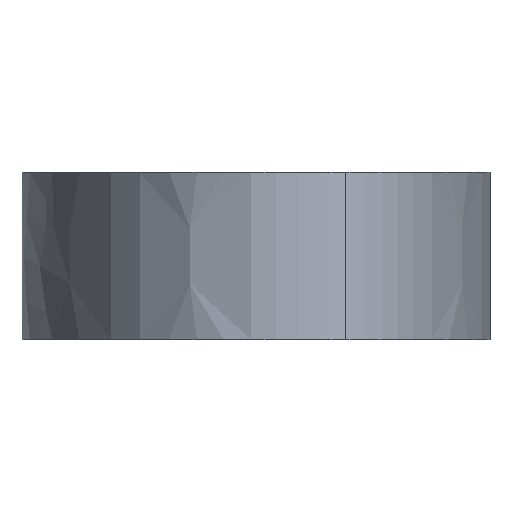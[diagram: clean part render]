
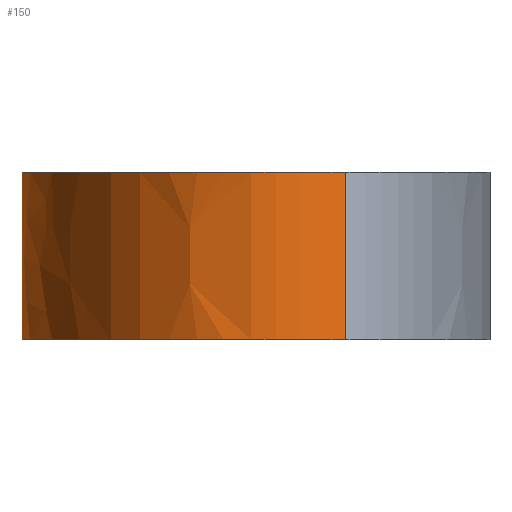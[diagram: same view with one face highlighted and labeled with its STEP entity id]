
A CAD part, front view. The second image highlights one B-rep face of the part: STEP entity #150.
In plain terms, the highlighted face is a extrusion surface.
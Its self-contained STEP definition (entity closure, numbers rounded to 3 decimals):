
#21 = EDGE_CURVE('',#22,#24,#26,.T.);
#22 = VERTEX_POINT('',#23);
#23 = CARTESIAN_POINT('',(98.261,-42.925,0.));
#24 = VERTEX_POINT('',#25);
#25 = CARTESIAN_POINT('',(98.261,-42.925,2.));
#26 = SURFACE_CURVE('',#27,(#31,#46),.PCURVE_S1.);
#27 = LINE('',#28,#29);
#28 = CARTESIAN_POINT('',(98.261,-42.925,0.));
#29 = VECTOR('',#30,1.);
#30 = DIRECTION('',(0.,0.,1.));
#31 = PCURVE('',#32,#40);
#32 = SURFACE_OF_LINEAR_EXTRUSION('',#33,#38);
#33 = B_SPLINE_CURVE_WITH_KNOTS('',3,(#34,#35,#36,#37),.UNSPECIFIED.,.F.
  ,.F.,(4,4),(0.,1.),.PIECEWISE_BEZIER_KNOTS.);
#34 = CARTESIAN_POINT('',(98.261,-42.925,0.));
#35 = CARTESIAN_POINT('',(100.146,-41.916,0.));
#36 = CARTESIAN_POINT('',(100.633,-36.045,0.));
#37 = CARTESIAN_POINT('',(98.978,-34.283,0.));
#38 = VECTOR('',#39,1.);
#39 = DIRECTION('',(-0.,-0.,-1.));
#40 = DEFINITIONAL_REPRESENTATION('',(#41),#45);
#41 = LINE('',#42,#43);
#42 = CARTESIAN_POINT('',(0.,0.));
#43 = VECTOR('',#44,1.);
#44 = DIRECTION('',(0.,-1.));
#45 = ( GEOMETRIC_REPRESENTATION_CONTEXT(2) 
PARAMETRIC_REPRESENTATION_CONTEXT() REPRESENTATION_CONTEXT('2D SPACE',''
  ) );
#46 = PCURVE('',#47,#55);
#47 = SURFACE_OF_LINEAR_EXTRUSION('',#48,#53);
#48 = B_SPLINE_CURVE_WITH_KNOTS('',3,(#49,#50,#51,#52),.UNSPECIFIED.,.F.
  ,.F.,(4,4),(0.,1.),.PIECEWISE_BEZIER_KNOTS.);
#49 = CARTESIAN_POINT('',(94.388,-38.599,0.));
#50 = CARTESIAN_POINT('',(94.388,-41.801,0.));
#51 = CARTESIAN_POINT('',(96.323,-43.962,0.));
#52 = CARTESIAN_POINT('',(98.261,-42.925,0.));
#53 = VECTOR('',#54,1.);
#54 = DIRECTION('',(-0.,-0.,-1.));
#55 = DEFINITIONAL_REPRESENTATION('',(#56),#60);
#56 = LINE('',#57,#58);
#57 = CARTESIAN_POINT('',(1.,0.));
#58 = VECTOR('',#59,1.);
#59 = DIRECTION('',(0.,-1.));
#60 = ( GEOMETRIC_REPRESENTATION_CONTEXT(2) 
PARAMETRIC_REPRESENTATION_CONTEXT() REPRESENTATION_CONTEXT('2D SPACE',''
  ) );
#79 = PLANE('',#80);
#80 = AXIS2_PLACEMENT_3D('',#81,#82,#83);
#81 = CARTESIAN_POINT('',(98.261,-42.925,2.));
#82 = DIRECTION('',(0.,0.,-1.));
#83 = DIRECTION('',(-1.,0.,0.));
#108 = SURFACE_OF_LINEAR_EXTRUSION('',#109,#114);
#109 = B_SPLINE_CURVE_WITH_KNOTS('',3,(#110,#111,#112,#113),
  .UNSPECIFIED.,.F.,.F.,(4,4),(0.,1.),.PIECEWISE_BEZIER_KNOTS.);
#110 = CARTESIAN_POINT('',(98.978,-34.283,0.));
#111 = CARTESIAN_POINT('',(96.868,-32.037,0.));
#112 = CARTESIAN_POINT('',(94.388,-34.369,0.));
#113 = CARTESIAN_POINT('',(94.388,-38.599,0.));
#114 = VECTOR('',#115,1.);
#115 = DIRECTION('',(-0.,-0.,-1.));
#138 = PLANE('',#139);
#139 = AXIS2_PLACEMENT_3D('',#140,#141,#142);
#140 = CARTESIAN_POINT('',(98.261,-42.925,0.));
#141 = DIRECTION('',(0.,0.,-1.));
#142 = DIRECTION('',(-1.,0.,0.));
#150 = ADVANCED_FACE('',(#151),#47,.F.);
#151 = FACE_BOUND('',#152,.F.);
#152 = EDGE_LOOP('',(#153,#178,#201,#202));
#153 = ORIENTED_EDGE('',*,*,#154,.T.);
#154 = EDGE_CURVE('',#155,#157,#159,.T.);
#155 = VERTEX_POINT('',#156);
#156 = CARTESIAN_POINT('',(94.388,-38.599,0.));
#157 = VERTEX_POINT('',#158);
#158 = CARTESIAN_POINT('',(94.388,-38.599,2.));
#159 = SURFACE_CURVE('',#160,(#164,#171),.PCURVE_S1.);
#160 = LINE('',#161,#162);
#161 = CARTESIAN_POINT('',(94.388,-38.599,0.));
#162 = VECTOR('',#163,1.);
#163 = DIRECTION('',(0.,0.,1.));
#164 = PCURVE('',#47,#165);
#165 = DEFINITIONAL_REPRESENTATION('',(#166),#170);
#166 = LINE('',#167,#168);
#167 = CARTESIAN_POINT('',(0.,0.));
#168 = VECTOR('',#169,1.);
#169 = DIRECTION('',(0.,-1.));
#170 = ( GEOMETRIC_REPRESENTATION_CONTEXT(2) 
PARAMETRIC_REPRESENTATION_CONTEXT() REPRESENTATION_CONTEXT('2D SPACE',''
  ) );
#171 = PCURVE('',#108,#172);
#172 = DEFINITIONAL_REPRESENTATION('',(#173),#177);
#173 = LINE('',#174,#175);
#174 = CARTESIAN_POINT('',(1.,0.));
#175 = VECTOR('',#176,1.);
#176 = DIRECTION('',(0.,-1.));
#177 = ( GEOMETRIC_REPRESENTATION_CONTEXT(2) 
PARAMETRIC_REPRESENTATION_CONTEXT() REPRESENTATION_CONTEXT('2D SPACE',''
  ) );
#178 = ORIENTED_EDGE('',*,*,#179,.T.);
#179 = EDGE_CURVE('',#157,#24,#180,.T.);
#180 = SURFACE_CURVE('',#181,(#186,#193),.PCURVE_S1.);
#181 = B_SPLINE_CURVE_WITH_KNOTS('',3,(#182,#183,#184,#185),
  .UNSPECIFIED.,.F.,.F.,(4,4),(0.,1.),.PIECEWISE_BEZIER_KNOTS.);
#182 = CARTESIAN_POINT('',(94.388,-38.599,2.));
#183 = CARTESIAN_POINT('',(94.388,-41.801,2.));
#184 = CARTESIAN_POINT('',(96.323,-43.962,2.));
#185 = CARTESIAN_POINT('',(98.261,-42.925,2.));
#186 = PCURVE('',#47,#187);
#187 = DEFINITIONAL_REPRESENTATION('',(#188),#192);
#188 = LINE('',#189,#190);
#189 = CARTESIAN_POINT('',(0.,-2.));
#190 = VECTOR('',#191,1.);
#191 = DIRECTION('',(1.,0.));
#192 = ( GEOMETRIC_REPRESENTATION_CONTEXT(2) 
PARAMETRIC_REPRESENTATION_CONTEXT() REPRESENTATION_CONTEXT('2D SPACE',''
  ) );
#193 = PCURVE('',#79,#194);
#194 = DEFINITIONAL_REPRESENTATION('',(#195),#200);
#195 = B_SPLINE_CURVE_WITH_KNOTS('',3,(#196,#197,#198,#199),
  .UNSPECIFIED.,.F.,.F.,(4,4),(0.,1.),.PIECEWISE_BEZIER_KNOTS.);
#196 = CARTESIAN_POINT('',(3.873,4.326));
#197 = CARTESIAN_POINT('',(3.873,1.125));
#198 = CARTESIAN_POINT('',(1.938,-1.037));
#199 = CARTESIAN_POINT('',(0.,0.));
#200 = ( GEOMETRIC_REPRESENTATION_CONTEXT(2) 
PARAMETRIC_REPRESENTATION_CONTEXT() REPRESENTATION_CONTEXT('2D SPACE',''
  ) );
#201 = ORIENTED_EDGE('',*,*,#21,.F.);
#202 = ORIENTED_EDGE('',*,*,#203,.F.);
#203 = EDGE_CURVE('',#155,#22,#204,.T.);
#204 = SURFACE_CURVE('',#205,(#210,#217),.PCURVE_S1.);
#205 = B_SPLINE_CURVE_WITH_KNOTS('',3,(#206,#207,#208,#209),
  .UNSPECIFIED.,.F.,.F.,(4,4),(0.,1.),.PIECEWISE_BEZIER_KNOTS.);
#206 = CARTESIAN_POINT('',(94.388,-38.599,0.));
#207 = CARTESIAN_POINT('',(94.388,-41.801,0.));
#208 = CARTESIAN_POINT('',(96.323,-43.962,0.));
#209 = CARTESIAN_POINT('',(98.261,-42.925,0.));
#210 = PCURVE('',#47,#211);
#211 = DEFINITIONAL_REPRESENTATION('',(#212),#216);
#212 = LINE('',#213,#214);
#213 = CARTESIAN_POINT('',(0.,0.));
#214 = VECTOR('',#215,1.);
#215 = DIRECTION('',(1.,0.));
#216 = ( GEOMETRIC_REPRESENTATION_CONTEXT(2) 
PARAMETRIC_REPRESENTATION_CONTEXT() REPRESENTATION_CONTEXT('2D SPACE',''
  ) );
#217 = PCURVE('',#138,#218);
#218 = DEFINITIONAL_REPRESENTATION('',(#219),#224);
#219 = B_SPLINE_CURVE_WITH_KNOTS('',3,(#220,#221,#222,#223),
  .UNSPECIFIED.,.F.,.F.,(4,4),(0.,1.),.PIECEWISE_BEZIER_KNOTS.);
#220 = CARTESIAN_POINT('',(3.873,4.326));
#221 = CARTESIAN_POINT('',(3.873,1.125));
#222 = CARTESIAN_POINT('',(1.938,-1.037));
#223 = CARTESIAN_POINT('',(0.,0.));
#224 = ( GEOMETRIC_REPRESENTATION_CONTEXT(2) 
PARAMETRIC_REPRESENTATION_CONTEXT() REPRESENTATION_CONTEXT('2D SPACE',''
  ) );
